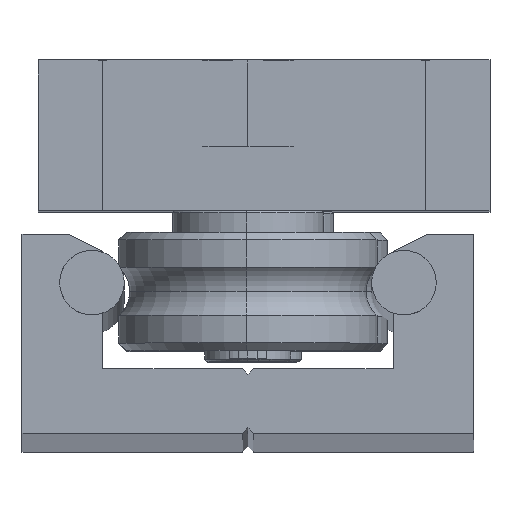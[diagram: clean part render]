
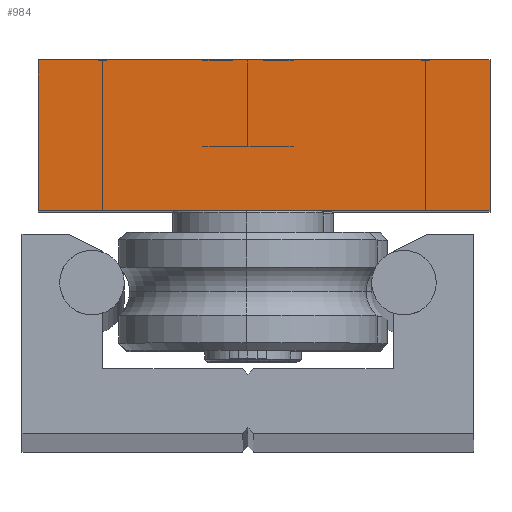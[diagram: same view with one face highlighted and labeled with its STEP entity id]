
A CAD part, top view. The second image highlights one B-rep face of the part: STEP entity #984.
In plain terms, the highlighted planar face has unit normal (0, 0, 1).
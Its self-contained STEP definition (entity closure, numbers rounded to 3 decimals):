
#984=ADVANCED_FACE('',(#1985),#1986,.T.);
#1985=FACE_OUTER_BOUND('',#3005,.T.);
#1986=PLANE('',#3006);
#3005=EDGE_LOOP('',(#5546,#5547,#5548,#5549));
#3006=AXIS2_PLACEMENT_3D('',#5550,#5551,#5552);
#5546=ORIENTED_EDGE('',*,*,#6577,.F.);
#5547=ORIENTED_EDGE('',*,*,#6578,.F.);
#5548=ORIENTED_EDGE('',*,*,#6579,.T.);
#5549=ORIENTED_EDGE('',*,*,#6573,.F.);
#5550=CARTESIAN_POINT('',(-19.5,28.5,542.5));
#5551=DIRECTION('',(0.0,0.0,1.0));
#5552=DIRECTION('',(1.0,0.0,0.0));
#6573=EDGE_CURVE('',#7961,#7963,#7964,.T.);
#6577=EDGE_CURVE('',#7969,#7961,#7970,.T.);
#6578=EDGE_CURVE('',#7971,#7969,#7972,.T.);
#6579=EDGE_CURVE('',#7971,#7963,#7973,.T.);
#7961=VERTEX_POINT('',#10071);
#7963=VERTEX_POINT('',#10074);
#7964=LINE('',#10075,#10076);
#7969=VERTEX_POINT('',#10083);
#7970=LINE('',#10084,#10085);
#7971=VERTEX_POINT('',#10086);
#7972=LINE('',#10087,#10088);
#7973=LINE('',#10089,#10090);
#10071=CARTESIAN_POINT('',(22.5,21.5,542.5));
#10074=CARTESIAN_POINT('',(-19.5,21.5,542.5));
#10075=CARTESIAN_POINT('',(22.5,21.5,542.5));
#10076=VECTOR('',#11195,42.0);
#10083=CARTESIAN_POINT('',(22.5,35.5,542.5));
#10084=CARTESIAN_POINT('',(22.5,35.5,542.5));
#10085=VECTOR('',#11198,14.0);
#10086=CARTESIAN_POINT('',(-19.5,35.5,542.5));
#10087=CARTESIAN_POINT('',(-19.5,35.5,542.5));
#10088=VECTOR('',#11199,42.0);
#10089=CARTESIAN_POINT('',(-19.5,35.5,542.5));
#10090=VECTOR('',#11200,14.0);
#11195=DIRECTION('',(-1.0,0.0,0.0));
#11198=DIRECTION('',(0.0,-1.0,0.0));
#11199=DIRECTION('',(1.0,0.0,0.0));
#11200=DIRECTION('',(0.0,-1.0,0.0));
